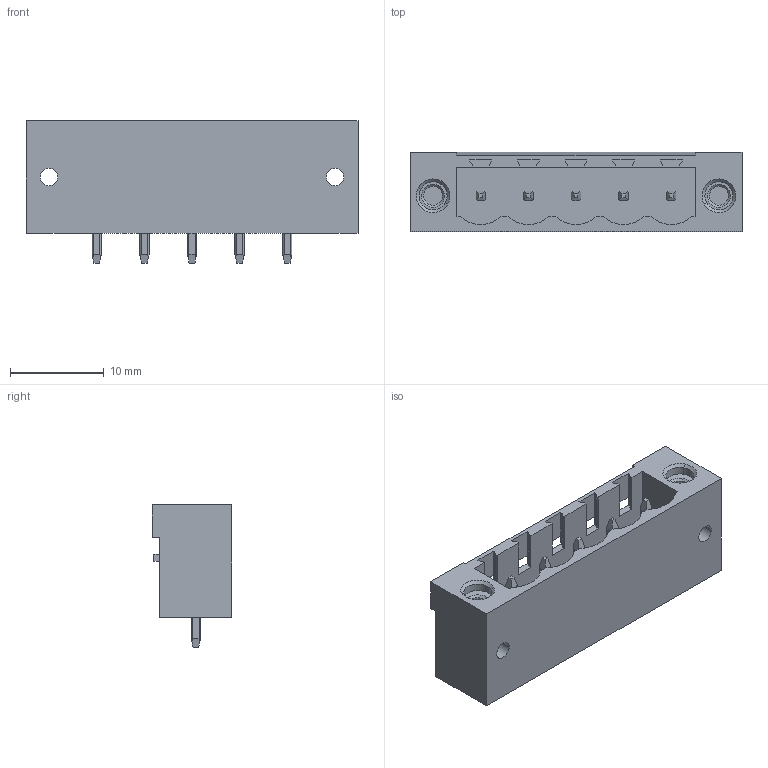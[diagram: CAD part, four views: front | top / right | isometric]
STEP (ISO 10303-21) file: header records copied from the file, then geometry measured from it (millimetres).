
FILE_DESCRIPTION(('CATIA V5 STEP Exchange','CAx-IF Rec.Pracs.--- Model Styling and Organization---1.2---2011-12-15'),'2;1');
FILE_NAME ('D1449031_0', '2018-10-27T02:51:08+00:00', ('none'), ('Weidmueller'), 'CATIA Version 5-6 Release 2014', 'CATIA V5 STEP AP214', 'none');
FILE_SCHEMA(('AUTOMOTIVE_DESIGN { 1 0 10303 214 1 1 1 1 }'));
Length unit declared in the file: millimetre
Products named in the file (1): 1147230000
Bounding box: 35.4 x 8.43 x 15.2 mm (x, y, z)
Volume: 1749.1 mm3; surface area: 3061 mm2
Topology: 8 solids, 8 shells, 293 faces, 835 edges, 552 vertices
Faces by surface type: plane 210, cylinder 67, cone 16
Entity records: 8901 total; most frequent: CARTESIAN_POINT 1851, ORIENTED_EDGE 1670, DIRECTION 1081, EDGE_CURVE 835, VECTOR 605, LINE 605, VERTEX_POINT 552, EDGE_LOOP 323
